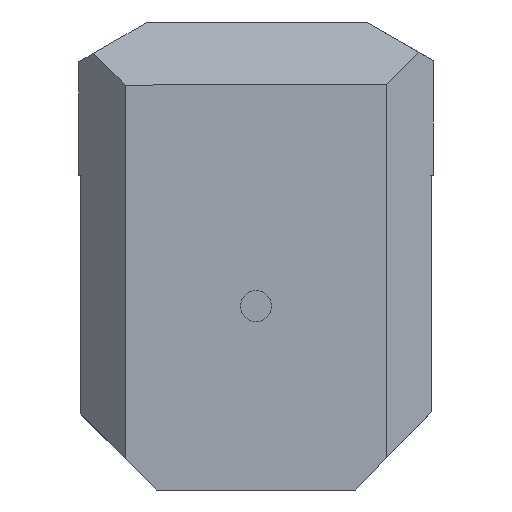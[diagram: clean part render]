
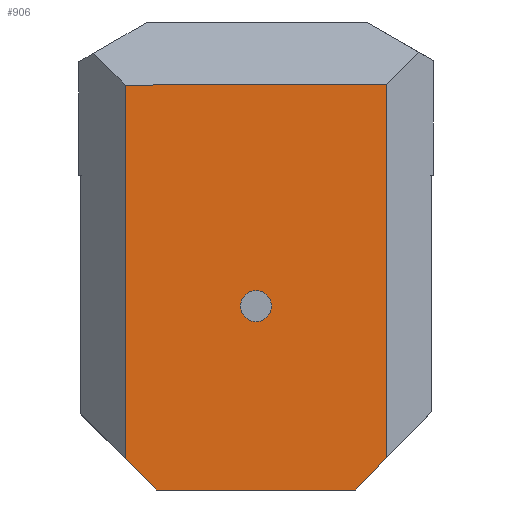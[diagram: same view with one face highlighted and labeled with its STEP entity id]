
A CAD part, left-side view. The second image highlights one B-rep face of the part: STEP entity #906.
In plain terms, the highlighted planar face has unit normal (-1, 0, 0).
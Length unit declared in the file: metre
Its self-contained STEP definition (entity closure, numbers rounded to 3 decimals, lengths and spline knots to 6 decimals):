
#19=FACE_BOUND('',#117,.T.);
#30=CIRCLE('',#972,0.00254);
#65=FACE_OUTER_BOUND('',#116,.T.);
#116=EDGE_LOOP('',(#695,#696,#697,#698,#699,#700));
#117=EDGE_LOOP('',(#701));
#197=LINE('',#1485,#309);
#201=LINE('',#1495,#313);
#212=LINE('',#1515,#324);
#226=LINE('',#1545,#338);
#227=LINE('',#1547,#339);
#228=LINE('',#1548,#340);
#309=VECTOR('',#1088,0.007297);
#313=VECTOR('',#1094,0.007184);
#324=VECTOR('',#1111,0.032512);
#338=VECTOR('',#1135,0.060973);
#339=VECTOR('',#1136,0.042671);
#340=VECTOR('',#1137,0.060986);
#417=VERTEX_POINT('',#1477);
#420=VERTEX_POINT('',#1483);
#424=VERTEX_POINT('',#1492);
#425=VERTEX_POINT('',#1494);
#442=VERTEX_POINT('',#1544);
#443=VERTEX_POINT('',#1546);
#444=VERTEX_POINT('',#1549);
#514=EDGE_CURVE('',#417,#420,#197,.F.);
#518=EDGE_CURVE('',#425,#424,#201,.F.);
#529=EDGE_CURVE('',#417,#424,#212,.T.);
#543=EDGE_CURVE('',#420,#442,#226,.T.);
#544=EDGE_CURVE('',#442,#443,#227,.T.);
#545=EDGE_CURVE('',#443,#425,#228,.T.);
#546=EDGE_CURVE('',#444,#444,#30,.T.);
#695=ORIENTED_EDGE('',*,*,#543,.T.);
#696=ORIENTED_EDGE('',*,*,#544,.T.);
#697=ORIENTED_EDGE('',*,*,#545,.T.);
#698=ORIENTED_EDGE('',*,*,#518,.T.);
#699=ORIENTED_EDGE('',*,*,#529,.F.);
#700=ORIENTED_EDGE('',*,*,#514,.T.);
#701=ORIENTED_EDGE('',*,*,#546,.T.);
#863=PLANE('',#971);
#906=ADVANCED_FACE('',(#65,#19),#863,.F.);
#971=AXIS2_PLACEMENT_3D('',#1543,#1133,#1134);
#972=AXIS2_PLACEMENT_3D('',#1550,#1138,#1139);
#1088=DIRECTION('',(0.,0.696,-0.718));
#1094=DIRECTION('',(0.,0.707,0.707));
#1111=DIRECTION('',(0.,1.,0.));
#1133=DIRECTION('center_axis',(1.,0.,0.));
#1134=DIRECTION('ref_axis',(0.,0.,-1.));
#1135=DIRECTION('',(0.,0.,1.));
#1136=DIRECTION('',(0.,1.,-0.003));
#1137=DIRECTION('',(0.,0.,-1.));
#1138=DIRECTION('center_axis',(1.,0.,0.));
#1139=DIRECTION('ref_axis',(0.,0.,-1.));
#1477=CARTESIAN_POINT('',(-0.02032,-0.016256,0.33807));
#1483=CARTESIAN_POINT('',(-0.02032,-0.021334,0.343309));
#1485=CARTESIAN_POINT('',(-0.02032,-0.021334,0.343309));
#1492=CARTESIAN_POINT('',(-0.02032,0.016256,0.33807));
#1494=CARTESIAN_POINT('',(-0.02032,0.021336,0.34315));
#1495=CARTESIAN_POINT('',(-0.02032,0.016256,0.33807));
#1515=CARTESIAN_POINT('',(-0.02032,-0.016256,0.33807));
#1543=CARTESIAN_POINT('Origin',(-0.02032,0.000001,0.338044));
#1544=CARTESIAN_POINT('',(-0.02032,-0.021334,0.404282));
#1545=CARTESIAN_POINT('',(-0.02032,-0.021334,0.343309));
#1546=CARTESIAN_POINT('',(-0.02032,0.021336,0.404136));
#1547=CARTESIAN_POINT('',(-0.02032,-0.021334,0.404282));
#1548=CARTESIAN_POINT('',(-0.02032,0.021336,0.404136));
#1549=CARTESIAN_POINT('',(-0.02032,0.,0.370627));
#1550=CARTESIAN_POINT('Origin',(-0.02032,0.,0.368087));
